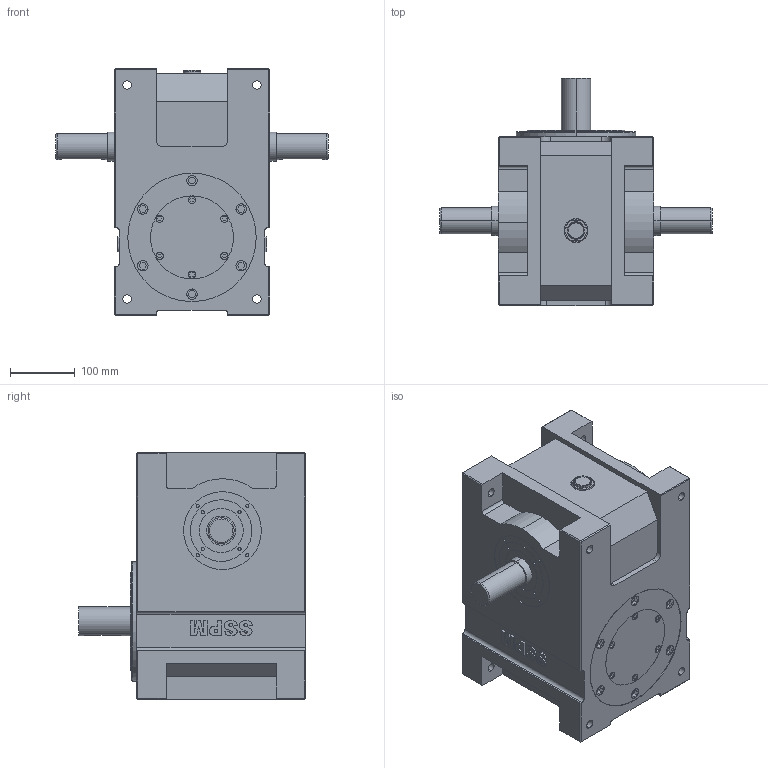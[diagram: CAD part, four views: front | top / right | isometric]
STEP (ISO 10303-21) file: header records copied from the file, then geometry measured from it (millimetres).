
FILE_DESCRIPTION (( 'STEP AP203' ), '1' );
FILE_NAME ('DFS140¼Ð·Ç.STEP', '2025-05-26T07:07:42', ( '' ), ( '' ), 'SwSTEP 2.0', 'SolidWorks 2018', '' );
FILE_SCHEMA (( 'CONFIG_CONTROL_DESIGN' ));
Length unit declared in the file: millimetre
Products named in the file (1): DFS140標準
Bounding box: 420 x 350 x 380 mm (x, y, z)
Volume: 21652727.9 mm3; surface area: 599159.6 mm2
Topology: 1 solids, 1 shells, 512 faces, 1263 edges, 830 vertices
Faces by surface type: plane 310, cylinder 149, bspline 43, torus 10
Entity records: 17692 total; most frequent: CARTESIAN_POINT 5433, ORIENTED_EDGE 2526, DIRECTION 2427, EDGE_CURVE 1263, LINE 843, VECTOR 843, VERTEX_POINT 830, AXIS2_PLACEMENT_3D 792
